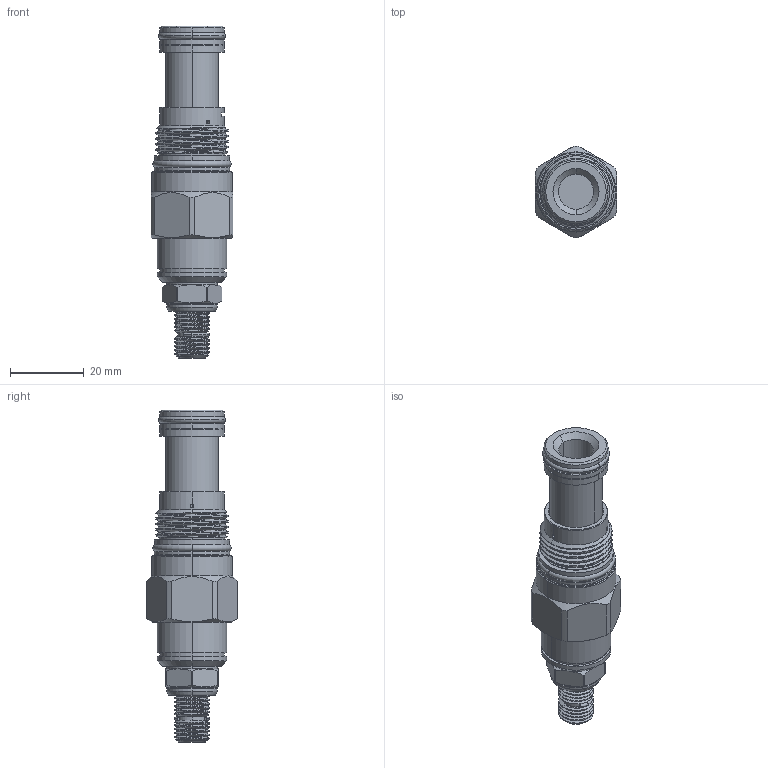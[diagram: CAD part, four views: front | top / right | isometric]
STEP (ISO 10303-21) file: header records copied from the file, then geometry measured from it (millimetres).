
FILE_DESCRIPTION (( 'STEP AP203' ), '1' );
FILE_NAME ('RD10A21-L.STEP', '2020-03-23T08:39:18', ( '' ), ( '' ), 'SwSTEP 2.0', 'SolidWorks 2018', '' );
FILE_SCHEMA (( 'CONFIG_CONTROL_DESIGN' ));
Length unit declared in the file: millimetre
Products named in the file (1): RD10A21-L
Bounding box: 22.22 x 24.79 x 90.27 mm (x, y, z)
Volume: 19875.4 mm3; surface area: 8280.7 mm2
Topology: 4 solids, 4 shells, 230 faces, 556 edges, 349 vertices
Faces by surface type: cylinder 103, plane 54, cone 36, torus 28, bspline 9
Entity records: 15017 total; most frequent: CARTESIAN_POINT 9775, ORIENTED_EDGE 1108, DIRECTION 1077, EDGE_CURVE 554, AXIS2_PLACEMENT_3D 450, VERTEX_POINT 349, EDGE_LOOP 251, ADVANCED_FACE 230
